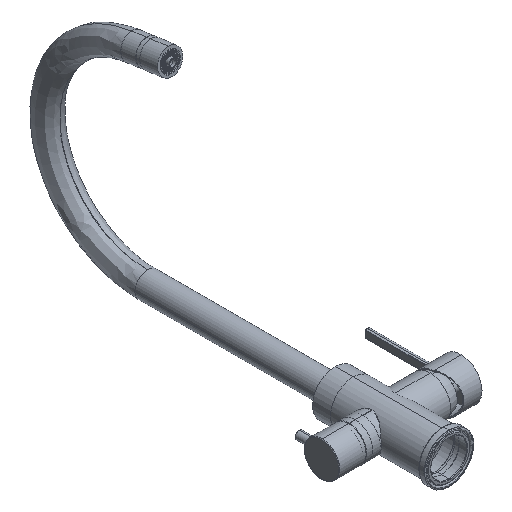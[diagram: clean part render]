
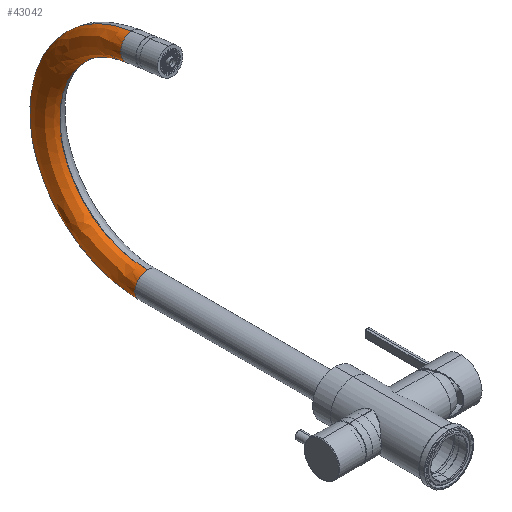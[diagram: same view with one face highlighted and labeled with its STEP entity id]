
A CAD part, isometric view. The second image highlights one B-rep face of the part: STEP entity #43042.
In plain terms, the highlighted free-form (B-spline) face has degree [3, 3] with [4, 4] control points.
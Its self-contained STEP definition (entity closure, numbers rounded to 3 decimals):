
#773 = CARTESIAN_POINT ( 'NONE',  ( 0., 492.672, -12.5 ) ) ;
#1111 = CIRCLE ( 'NONE', #6173, 12.5 ) ;
#1230 = DIRECTION ( 'NONE',  ( 0., 1., 0. ) ) ;
#4476 = CARTESIAN_POINT ( 'NONE',  ( -25., 448.9, 12.5 ) ) ;
#5466 = CARTESIAN_POINT ( 'NONE',  ( 0., 295.7, 0. ) ) ;
#6173 = AXIS2_PLACEMENT_3D ( 'NONE', #5466, #1230, #9961 ) ;
#6222 = DIRECTION ( 'NONE',  ( -1., 0., 0. ) ) ;
#6981 = CARTESIAN_POINT ( 'NONE',  ( 0., 295.7, 0. ) ) ;
#7203 = ORIENTED_EDGE ( 'NONE', *, *, #23303, .F. ) ;
#8427 = ORIENTED_EDGE ( 'NONE', *, *, #24571, .T. ) ;
#9182 = AXIS2_PLACEMENT_3D ( 'NONE', #22647, #6222, #29558 ) ;
#9495 = CARTESIAN_POINT ( 'NONE',  ( 0., 307.878, 186.648 ) ) ;
#9769 = CIRCLE ( 'NONE', #29204, 12.5 ) ;
#9961 = DIRECTION ( 'NONE',  ( 0., 0., -1. ) ) ;
#11352 = VERTEX_POINT ( 'NONE', #42365 ) ;
#12540 = CARTESIAN_POINT ( 'NONE',  ( 0., 295.7, -12.5 ) ) ;
#12949 = CARTESIAN_POINT ( 'NONE',  ( -25., 492.672, -12.5 ) ) ;
#15995 =( BOUNDED_SURFACE ( )  B_SPLINE_SURFACE ( 3, 3, ( 
 ( #9495, #48983, #40783, #33617 ),
 ( #45013, #16931, #4476, #20635 ),
 ( #33092, #28846, #12949, #17709 ),
 ( #36808, #17446, #773, #20900 ) ),
 .UNSPECIFIED., .F., .F., .F. ) 
 B_SPLINE_SURFACE_WITH_KNOTS ( ( 4, 4 ),
 ( 4, 4 ),
 ( 0., 1. ),
 ( 0., 1. ),
 .UNSPECIFIED. ) 
 GEOMETRIC_REPRESENTATION_ITEM ( )  RATIONAL_B_SPLINE_SURFACE ( (
 ( 1., 0.38, 0.38, 1.),
 ( 0.333, 0.127, 0.127, 0.333),
 ( 0.333, 0.127, 0.127, 0.333),
 ( 1., 0.38, 0.38, 1.) ) ) 
 REPRESENTATION_ITEM ( '' )  SURFACE ( )  );
#16931 = CARTESIAN_POINT ( 'NONE',  ( -25., 459.587, 165.327 ) ) ;
#17446 = CARTESIAN_POINT ( 'NONE',  ( 0., 506.412, 183.992 ) ) ;
#17709 = CARTESIAN_POINT ( 'NONE',  ( -25., 295.7, -12.5 ) ) ;
#18787 = CARTESIAN_POINT ( 'NONE',  ( 0., 311.357, 211.405 ) ) ;
#20635 = CARTESIAN_POINT ( 'NONE',  ( -25., 295.7, 12.5 ) ) ;
#20900 = CARTESIAN_POINT ( 'NONE',  ( 0., 295.7, -12.5 ) ) ;
#22366 = DIRECTION ( 'NONE',  ( 0., 0., -1. ) ) ;
#22647 = CARTESIAN_POINT ( 'NONE',  ( 0., 295.7, 100. ) ) ;
#23303 = EDGE_CURVE ( 'NONE', #42605, #44182, #36098, .T. ) ;
#24571 = EDGE_CURVE ( 'NONE', #26677, #11352, #1111, .T. ) ;
#24621 = FACE_OUTER_BOUND ( 'NONE', #37901, .T. ) ;
#25132 = AXIS2_PLACEMENT_3D ( 'NONE', #29525, #37748, #45698 ) ;
#26019 = EDGE_CURVE ( 'NONE', #42605, #27577, #38675, .T. ) ;
#26677 = VERTEX_POINT ( 'NONE', #12540 ) ;
#27341 = CARTESIAN_POINT ( 'NONE',  ( 0., 295.7, 12.5 ) ) ;
#27577 = VERTEX_POINT ( 'NONE', #18787 ) ;
#28420 = EDGE_CURVE ( 'NONE', #27577, #26677, #51491, .T. ) ;
#28846 = CARTESIAN_POINT ( 'NONE',  ( -25., 506.412, 183.992 ) ) ;
#29204 = AXIS2_PLACEMENT_3D ( 'NONE', #6981, #51502, #22366 ) ;
#29350 = ORIENTED_EDGE ( 'NONE', *, *, #26019, .T. ) ;
#29525 = CARTESIAN_POINT ( 'NONE',  ( 0., 309.617, 199.027 ) ) ;
#29558 = DIRECTION ( 'NONE',  ( 0., -0.139, -0.99 ) ) ;
#30085 = DIRECTION ( 'NONE',  ( -1., 0., 0. ) ) ;
#30836 = ORIENTED_EDGE ( 'NONE', *, *, #46000, .T. ) ;
#33092 = CARTESIAN_POINT ( 'NONE',  ( -25., 311.357, 211.405 ) ) ;
#33617 = CARTESIAN_POINT ( 'NONE',  ( 0., 295.7, 12.5 ) ) ;
#36098 = CIRCLE ( 'NONE', #48794, 87.5 ) ;
#36808 = CARTESIAN_POINT ( 'NONE',  ( 0., 311.357, 211.405 ) ) ;
#37748 = DIRECTION ( 'NONE',  ( 0., 0.99, -0.139 ) ) ;
#37901 = EDGE_LOOP ( 'NONE', ( #7203, #29350, #50847, #8427, #30836 ) ) ;
#38675 = CIRCLE ( 'NONE', #25132, 12.5 ) ;
#40783 = CARTESIAN_POINT ( 'NONE',  ( 0., 448.9, 12.5 ) ) ;
#42365 = CARTESIAN_POINT ( 'NONE',  ( -12.5, 295.7, 0. ) ) ;
#42605 = VERTEX_POINT ( 'NONE', #43045 ) ;
#43042 = ADVANCED_FACE ( 'NONE', ( #24621 ), #15995, .T. ) ;
#43045 = CARTESIAN_POINT ( 'NONE',  ( 0., 307.878, 186.648 ) ) ;
#44182 = VERTEX_POINT ( 'NONE', #27341 ) ;
#45013 = CARTESIAN_POINT ( 'NONE',  ( -25., 307.878, 186.648 ) ) ;
#45698 = DIRECTION ( 'NONE',  ( 0., 0.139, 0.99 ) ) ;
#45736 = CARTESIAN_POINT ( 'NONE',  ( 0., 295.7, 100. ) ) ;
#46000 = EDGE_CURVE ( 'NONE', #11352, #44182, #9769, .T. ) ;
#46249 = DIRECTION ( 'NONE',  ( 0., -0.139, -0.99 ) ) ;
#48794 = AXIS2_PLACEMENT_3D ( 'NONE', #45736, #30085, #46249 ) ;
#48983 = CARTESIAN_POINT ( 'NONE',  ( 0., 459.587, 165.327 ) ) ;
#50847 = ORIENTED_EDGE ( 'NONE', *, *, #28420, .T. ) ;
#51491 = CIRCLE ( 'NONE', #9182, 112.5 ) ;
#51502 = DIRECTION ( 'NONE',  ( 0., 1., 0. ) ) ;
